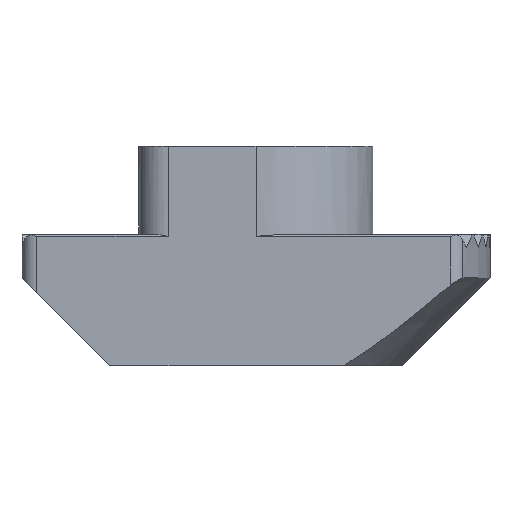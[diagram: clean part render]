
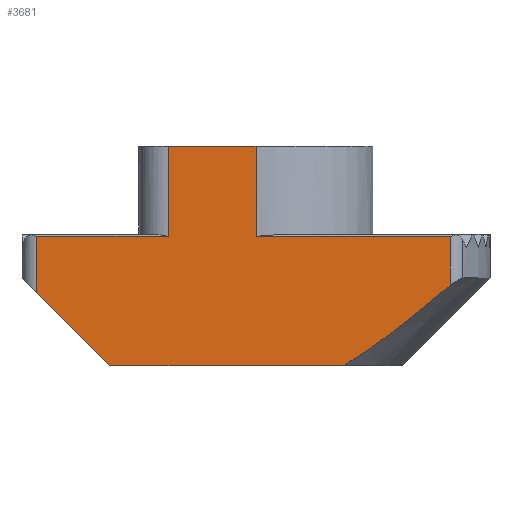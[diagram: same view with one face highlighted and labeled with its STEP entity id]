
A CAD part, front view. The second image highlights one B-rep face of the part: STEP entity #3681.
In plain terms, the highlighted planar face has unit normal (0, -1, 0).
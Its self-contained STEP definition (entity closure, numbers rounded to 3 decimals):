
#1 = ORIENTED_EDGE ( 'NONE', *, *, #4696, .T. ) ;
#20 = LINE ( 'NONE', #3696, #602 ) ;
#72 = CARTESIAN_POINT ( 'NONE',  ( 0., -4., 4.421 ) ) ;
#93 = EDGE_CURVE ( 'NONE', #2162, #2835, #3072, .T. ) ;
#125 = VECTOR ( 'NONE', #2426, 1000. ) ;
#306 = ORIENTED_EDGE ( 'NONE', *, *, #4860, .T. ) ;
#401 = CARTESIAN_POINT ( 'NONE',  ( 4.832, -4., 1.273 ) ) ;
#602 = VECTOR ( 'NONE', #3228, 1000. ) ;
#681 = VECTOR ( 'NONE', #3114, 1000. ) ;
#769 = DIRECTION ( 'NONE',  ( -1., 0., 0. ) ) ;
#779 = CARTESIAN_POINT ( 'NONE',  ( -7.5, -4., 4.5 ) ) ;
#810 = DIRECTION ( 'NONE',  ( 0., 0., -1. ) ) ;
#871 = CARTESIAN_POINT ( 'NONE',  ( 6.633, -4., 4.421 ) ) ;
#889 = DIRECTION ( 'NONE',  ( 0., 0., 1. ) ) ;
#1136 = EDGE_CURVE ( 'NONE', #2224, #2195, #20, .T. ) ;
#1240 = LINE ( 'NONE', #4447, #2999 ) ;
#1294 = CARTESIAN_POINT ( 'NONE',  ( -3., -4., 7.5 ) ) ;
#1454 = LINE ( 'NONE', #3575, #681 ) ;
#1456 = CARTESIAN_POINT ( 'NONE',  ( 3., -4., 0. ) ) ;
#1459 = ORIENTED_EDGE ( 'NONE', *, *, #1464, .F. ) ;
#1464 = EDGE_CURVE ( 'NONE', #3973, #1573, #1240, .T. ) ;
#1521 = CARTESIAN_POINT ( 'NONE',  ( 6.633, -4., 2.746 ) ) ;
#1573 = VERTEX_POINT ( 'NONE', #72 ) ;
#1639 = CARTESIAN_POINT ( 'NONE',  ( 4.866, -4., 1.299 ) ) ;
#1695 = EDGE_CURVE ( 'NONE', #2694, #4661, #4613, .T. ) ;
#1773 = CARTESIAN_POINT ( 'NONE',  ( 6.633, -4., 4.5 ) ) ;
#1800 = B_SPLINE_CURVE_WITH_KNOTS ( 'NONE', 3,
 ( #1456, #4870, #1950, #2025, #5294, #2351, #3604, #401, #3720, #3253, #1639, #2461, #3223, #2813 ),
 .UNSPECIFIED., .F., .F.,
 ( 4, 1, 1, 1, 1, 1, 1, 2, 2, 4 ),
 ( 0., 0.25, 0.375, 0.438, 0.469, 0.484, 0.492, 0.496, 0.5, 1. ),
 .UNSPECIFIED. ) ;
#1804 = LINE ( 'NONE', #3420, #4013 ) ;
#1934 = EDGE_CURVE ( 'NONE', #4037, #3606, #2837, .T. ) ;
#1950 = CARTESIAN_POINT ( 'NONE',  ( 3.716, -4., 0.452 ) ) ;
#2018 = CARTESIAN_POINT ( 'NONE',  ( -8., -4., 4.5 ) ) ;
#2025 = CARTESIAN_POINT ( 'NONE',  ( 4.278, -4., 0.855 ) ) ;
#2041 = LINE ( 'NONE', #4551, #4362 ) ;
#2098 = EDGE_CURVE ( 'NONE', #2835, #2694, #1800, .T. ) ;
#2158 = ORIENTED_EDGE ( 'NONE', *, *, #93, .T. ) ;
#2162 = VERTEX_POINT ( 'NONE', #3196 ) ;
#2165 = DIRECTION ( 'NONE',  ( 0.707, 0., -0.707 ) ) ;
#2195 = VERTEX_POINT ( 'NONE', #4559 ) ;
#2224 = VERTEX_POINT ( 'NONE', #1294 ) ;
#2248 = CARTESIAN_POINT ( 'NONE',  ( -7.5, -4., 2.5 ) ) ;
#2330 = ORIENTED_EDGE ( 'NONE', *, *, #2098, .T. ) ;
#2351 = CARTESIAN_POINT ( 'NONE',  ( 4.719, -4., 1.186 ) ) ;
#2410 = ORIENTED_EDGE ( 'NONE', *, *, #3382, .T. ) ;
#2426 = DIRECTION ( 'NONE',  ( 0., 0., -1. ) ) ;
#2461 = CARTESIAN_POINT ( 'NONE',  ( 5.398, -4., 1.71 ) ) ;
#2502 = PLANE ( 'NONE',  #3788 ) ;
#2694 = VERTEX_POINT ( 'NONE', #1521 ) ;
#2712 = DIRECTION ( 'NONE',  ( 1., 0., 0. ) ) ;
#2813 = CARTESIAN_POINT ( 'NONE',  ( 6.633, -4., 2.746 ) ) ;
#2835 = VERTEX_POINT ( 'NONE', #4078 ) ;
#2837 = LINE ( 'NONE', #779, #125 ) ;
#2862 = DIRECTION ( 'NONE',  ( 1., 0., 0. ) ) ;
#2946 = ORIENTED_EDGE ( 'NONE', *, *, #1695, .T. ) ;
#2999 = VECTOR ( 'NONE', #810, 1000. ) ;
#3072 = LINE ( 'NONE', #4782, #5217 ) ;
#3114 = DIRECTION ( 'NONE',  ( -1., 0., 0. ) ) ;
#3196 = CARTESIAN_POINT ( 'NONE',  ( -5., -4., 0. ) ) ;
#3223 = CARTESIAN_POINT ( 'NONE',  ( 5.985, -4., 2.191 ) ) ;
#3228 = DIRECTION ( 'NONE',  ( 0., 0., -1. ) ) ;
#3253 = CARTESIAN_POINT ( 'NONE',  ( 4.86, -4., 1.294 ) ) ;
#3382 = EDGE_CURVE ( 'NONE', #2195, #4037, #4855, .T. ) ;
#3420 = CARTESIAN_POINT ( 'NONE',  ( -8., -4., 3. ) ) ;
#3575 = CARTESIAN_POINT ( 'NONE',  ( -8., -4., 4.421 ) ) ;
#3604 = CARTESIAN_POINT ( 'NONE',  ( 4.795, -4., 1.244 ) ) ;
#3606 = VERTEX_POINT ( 'NONE', #2248 ) ;
#3615 = CARTESIAN_POINT ( 'NONE',  ( -8., -4., 4.421 ) ) ;
#3681 = ADVANCED_FACE ( 'NONE', ( #4576 ), #2502, .F. ) ;
#3696 = CARTESIAN_POINT ( 'NONE',  ( -3., -4., 4.5 ) ) ;
#3720 = CARTESIAN_POINT ( 'NONE',  ( 4.849, -4., 1.286 ) ) ;
#3788 = AXIS2_PLACEMENT_3D ( 'NONE', #2018, #4468, #4167 ) ;
#3967 = EDGE_CURVE ( 'NONE', #2224, #3973, #2041, .T. ) ;
#3973 = VERTEX_POINT ( 'NONE', #5363 ) ;
#3994 = CARTESIAN_POINT ( 'NONE',  ( -7.5, -4., 4.421 ) ) ;
#4013 = VECTOR ( 'NONE', #2165, 1000. ) ;
#4037 = VERTEX_POINT ( 'NONE', #3994 ) ;
#4078 = CARTESIAN_POINT ( 'NONE',  ( 3., -4., 0. ) ) ;
#4108 = VECTOR ( 'NONE', #769, 1000. ) ;
#4167 = DIRECTION ( 'NONE',  ( 1., 0., 0. ) ) ;
#4211 = VECTOR ( 'NONE', #889, 1000. ) ;
#4362 = VECTOR ( 'NONE', #2862, 1000. ) ;
#4408 = ORIENTED_EDGE ( 'NONE', *, *, #1136, .T. ) ;
#4447 = CARTESIAN_POINT ( 'NONE',  ( 0., -4., 7.5 ) ) ;
#4468 = DIRECTION ( 'NONE',  ( 0., 1., 0. ) ) ;
#4551 = CARTESIAN_POINT ( 'NONE',  ( -4., -4., 7.5 ) ) ;
#4559 = CARTESIAN_POINT ( 'NONE',  ( -3., -4., 4.421 ) ) ;
#4576 = FACE_OUTER_BOUND ( 'NONE', #5215, .T. ) ;
#4613 = LINE ( 'NONE', #1773, #4211 ) ;
#4661 = VERTEX_POINT ( 'NONE', #871 ) ;
#4696 = EDGE_CURVE ( 'NONE', #3606, #2162, #1804, .T. ) ;
#4782 = CARTESIAN_POINT ( 'NONE',  ( -8., -4., 0. ) ) ;
#4855 = LINE ( 'NONE', #3615, #4108 ) ;
#4860 = EDGE_CURVE ( 'NONE', #4661, #1573, #1454, .T. ) ;
#4870 = CARTESIAN_POINT ( 'NONE',  ( 3.276, -4., 0.165 ) ) ;
#5189 = ORIENTED_EDGE ( 'NONE', *, *, #3967, .F. ) ;
#5215 = EDGE_LOOP ( 'NONE', ( #5189, #4408, #2410, #5352, #1, #2158, #2330, #2946, #306, #1459 ) ) ;
#5217 = VECTOR ( 'NONE', #2712, 1000. ) ;
#5294 = CARTESIAN_POINT ( 'NONE',  ( 4.57, -4., 1.073 ) ) ;
#5352 = ORIENTED_EDGE ( 'NONE', *, *, #1934, .T. ) ;
#5363 = CARTESIAN_POINT ( 'NONE',  ( 0., -4., 7.5 ) ) ;
